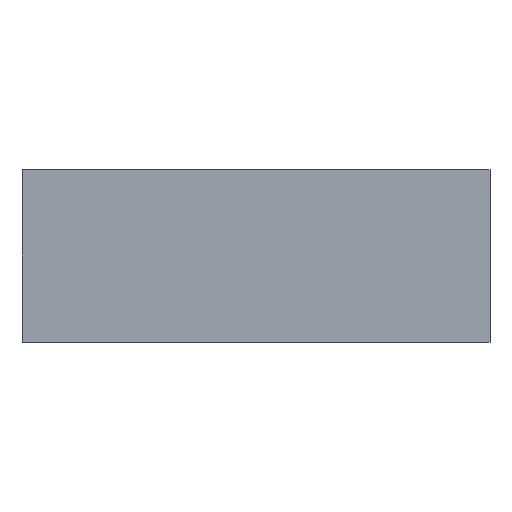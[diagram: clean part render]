
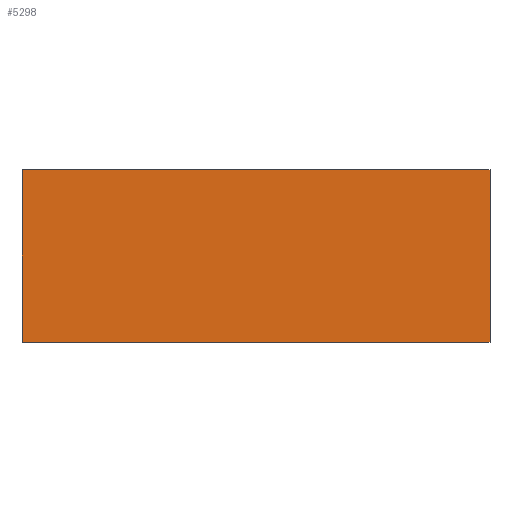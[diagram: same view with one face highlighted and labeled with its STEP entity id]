
A CAD part, front view. The second image highlights one B-rep face of the part: STEP entity #5298.
In plain terms, the highlighted planar face has unit normal (0, -1, 0).
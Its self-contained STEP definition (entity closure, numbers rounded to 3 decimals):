
#1526 = CARTESIAN_POINT ( 'NONE',  ( -176., -20., -65. ) ) ;
#2385 = CARTESIAN_POINT ( 'NONE',  ( -176., -20., 65. ) ) ;
#2718 = EDGE_CURVE ( 'NONE', #18144, #12442, #3114, .T. ) ;
#3114 = LINE ( 'NONE', #30740, #24040 ) ;
#3115 = VECTOR ( 'NONE', #29288, 1000. ) ;
#4355 = LINE ( 'NONE', #2385, #3115 ) ;
#5298 = ADVANCED_FACE ( 'NONE', ( #10293 ), #24110, .T. ) ;
#5311 = EDGE_CURVE ( 'NONE', #29278, #12116, #9926, .T. ) ;
#6371 = CARTESIAN_POINT ( 'NONE',  ( 176., -20., 65. ) ) ;
#7420 = CARTESIAN_POINT ( 'NONE',  ( 0., -20., 0. ) ) ;
#8743 = ORIENTED_EDGE ( 'NONE', *, *, #5311, .T. ) ;
#9926 = LINE ( 'NONE', #26272, #11796 ) ;
#10293 = FACE_OUTER_BOUND ( 'NONE', #32327, .T. ) ;
#11670 = EDGE_CURVE ( 'NONE', #12442, #29278, #19824, .T. ) ;
#11739 = DIRECTION ( 'NONE',  ( 0., 0., 1. ) ) ;
#11796 = VECTOR ( 'NONE', #34346, 1000. ) ;
#12116 = VERTEX_POINT ( 'NONE', #26074 ) ;
#12442 = VERTEX_POINT ( 'NONE', #29089 ) ;
#14789 = ORIENTED_EDGE ( 'NONE', *, *, #31872, .T. ) ;
#15259 = AXIS2_PLACEMENT_3D ( 'NONE', #7420, #29486, #15505 ) ;
#15505 = DIRECTION ( 'NONE',  ( 0., 0., -1. ) ) ;
#18144 = VERTEX_POINT ( 'NONE', #1526 ) ;
#19824 = LINE ( 'NONE', #6371, #34221 ) ;
#24040 = VECTOR ( 'NONE', #32717, 1000. ) ;
#24110 = PLANE ( 'NONE',  #15259 ) ;
#26074 = CARTESIAN_POINT ( 'NONE',  ( -176., -20., 65. ) ) ;
#26272 = CARTESIAN_POINT ( 'NONE',  ( -176., -20., 65. ) ) ;
#28048 = ORIENTED_EDGE ( 'NONE', *, *, #2718, .T. ) ;
#29089 = CARTESIAN_POINT ( 'NONE',  ( 176., -20., -65. ) ) ;
#29278 = VERTEX_POINT ( 'NONE', #29656 ) ;
#29288 = DIRECTION ( 'NONE',  ( 0., 0., -1. ) ) ;
#29486 = DIRECTION ( 'NONE',  ( 0., -1., 0. ) ) ;
#29488 = ORIENTED_EDGE ( 'NONE', *, *, #11670, .T. ) ;
#29656 = CARTESIAN_POINT ( 'NONE',  ( 176., -20., 65. ) ) ;
#30740 = CARTESIAN_POINT ( 'NONE',  ( -176., -20., -65. ) ) ;
#31872 = EDGE_CURVE ( 'NONE', #12116, #18144, #4355, .T. ) ;
#32327 = EDGE_LOOP ( 'NONE', ( #14789, #28048, #29488, #8743 ) ) ;
#32717 = DIRECTION ( 'NONE',  ( 1., 0., 0. ) ) ;
#34221 = VECTOR ( 'NONE', #11739, 1000. ) ;
#34346 = DIRECTION ( 'NONE',  ( -1., 0., 0. ) ) ;
